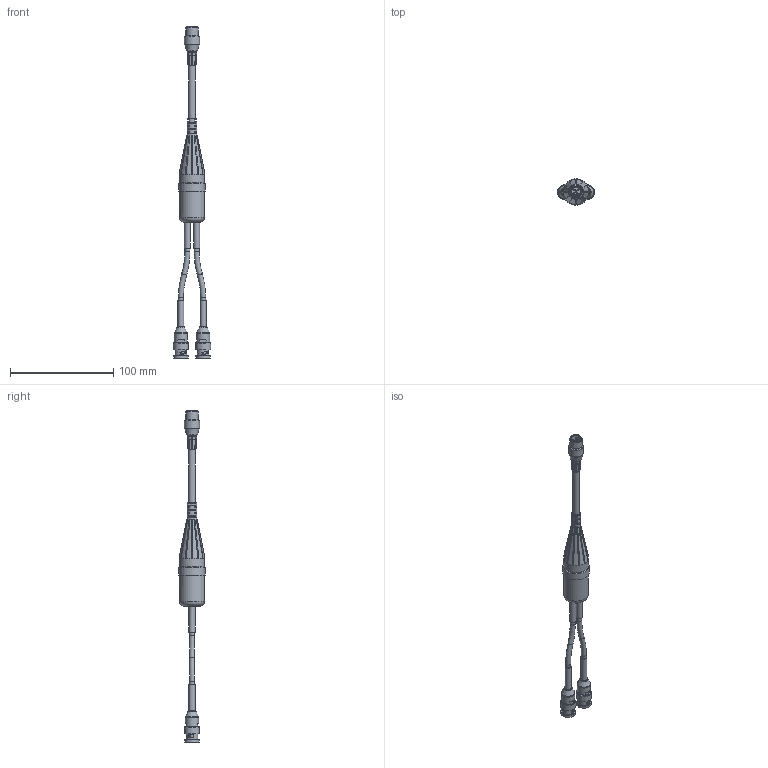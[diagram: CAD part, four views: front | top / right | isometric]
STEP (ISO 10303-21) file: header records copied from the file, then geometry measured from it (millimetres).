
FILE_DESCRIPTION(/* description */ (''),/* implementation_level */ '2;1');
FILE_NAME(/* name */ 'CMX2153.stp',/* time_stamp */ '2017-05-08T11:38:47-04:00',/* author */ ('aneininger'),/* organization */ (''),/* preprocessor_version */ 'ST-DEVELOPER v16.5',/* originating_system */ 'Autodesk Inventor 2017',/* authorisation */ '');
FILE_SCHEMA (('AUTOMOTIVE_DESIGN { 1 0 10303 214 3 1 1 }'));
Length unit declared in the file: inch
Products named in the file (1): CMX2153
Bounding box: 36.09 x 25.4 x 321.51 mm (x, y, z)
Volume: 47004.3 mm3; surface area: 19176.7 mm2
Topology: 2 solids, 2 shells, 769 faces, 1951 edges, 1230 vertices
Faces by surface type: plane 353, cylinder 222, bspline 96, torus 66, cone 27, sphere 5
Full cylindrical faces by diameter (mm): 0.991 x5, 1.27 x5, 1.397 x4, 1.524 x1, 1.676 x1, 1.981 x2, 2.032 x2, 4.826 x4, 4.953 x2, 5.842 x4, 6.35 x1, 8.382 x1, 8.433 x1, 8.89 x1, 9.525 x1, 9.779 x1, 9.906 x1, 9.944 x2, 10.414 x1, 10.922 x1, 11.303 x2, 11.836 x1, 12.7 x4, 13.716 x1, 13.843 x2, 14.5 x2, 14.58 x1, 23.876 x1, 24.13 x1, 25.4 x1
Entity records: 28129 total; most frequent: CARTESIAN_POINT 9616, DIRECTION 3656, ORIENTED_EDGE 3636, EDGE_CURVE 1818, AXIS2_PLACEMENT_3D 1472, VERTEX_POINT 1196, EDGE_LOOP 918, FACE_OUTER_BOUND 767
